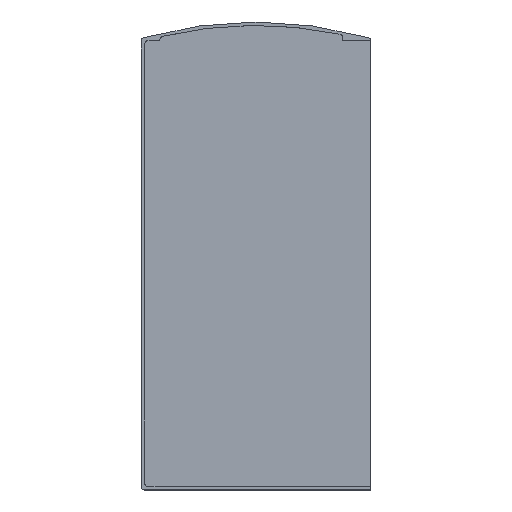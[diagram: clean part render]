
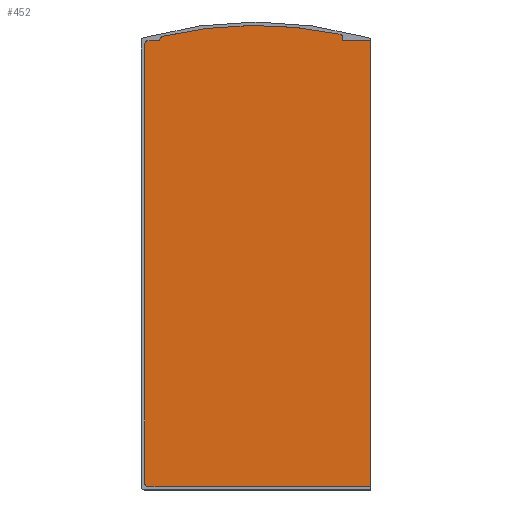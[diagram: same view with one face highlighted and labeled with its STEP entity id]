
A CAD part, top view. The second image highlights one B-rep face of the part: STEP entity #452.
In plain terms, the highlighted planar face has unit normal (0, 0, 1).
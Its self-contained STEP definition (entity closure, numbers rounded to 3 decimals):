
#5 = EDGE_CURVE ( 'NONE', #492, #633, #391, .T. ) ;
#13 = DIRECTION ( 'NONE',  ( 0., 0., -1. ) ) ;
#17 = CARTESIAN_POINT ( 'NONE',  ( 25.385, 131.5, 2. ) ) ;
#18 = AXIS2_PLACEMENT_3D ( 'NONE', #403, #636, #80 ) ;
#21 = DIRECTION ( 'NONE',  ( 0., 0., -1. ) ) ;
#32 = AXIS2_PLACEMENT_3D ( 'NONE', #157, #259, #377 ) ;
#60 = VECTOR ( 'NONE', #111, 1000. ) ;
#67 = ORIENTED_EDGE ( 'NONE', *, *, #511, .F. ) ;
#70 = VERTEX_POINT ( 'NONE', #187 ) ;
#79 = VERTEX_POINT ( 'NONE', #637 ) ;
#80 = DIRECTION ( 'NONE',  ( -1., 0., 0. ) ) ;
#91 = DIRECTION ( 'NONE',  ( 0., -1., 0. ) ) ;
#103 = CARTESIAN_POINT ( 'NONE',  ( -31.625, 1., 2. ) ) ;
#105 = EDGE_CURVE ( 'NONE', #205, #337, #129, .T. ) ;
#111 = DIRECTION ( 'NONE',  ( 0., 1., 0. ) ) ;
#112 = DIRECTION ( 'NONE',  ( 0., 0., -1. ) ) ;
#120 = PLANE ( 'NONE',  #373 ) ;
#126 = EDGE_CURVE ( 'NONE', #633, #191, #227, .T. ) ;
#128 = LINE ( 'NONE', #385, #297 ) ;
#129 = LINE ( 'NONE', #459, #470 ) ;
#139 = VECTOR ( 'NONE', #578, 1000. ) ;
#144 = LINE ( 'NONE', #588, #139 ) ;
#145 = DIRECTION ( 'NONE',  ( 0., 0., -1. ) ) ;
#147 = DIRECTION ( 'NONE',  ( -1., 0., 0. ) ) ;
#157 = CARTESIAN_POINT ( 'NONE',  ( -31.625, 130.5, 2. ) ) ;
#162 = CARTESIAN_POINT ( 'NONE',  ( 33.625, 131.44, 2. ) ) ;
#164 = CARTESIAN_POINT ( 'NONE',  ( -28.135, 131.5, 2. ) ) ;
#165 = VERTEX_POINT ( 'NONE', #546 ) ;
#168 = CIRCLE ( 'NONE', #579, 1. ) ;
#187 = CARTESIAN_POINT ( 'NONE',  ( 24.592, 133.431, 2. ) ) ;
#191 = VERTEX_POINT ( 'NONE', #162 ) ;
#204 = CARTESIAN_POINT ( 'NONE',  ( 33.623, 131.5, 2. ) ) ;
#205 = VERTEX_POINT ( 'NONE', #164 ) ;
#209 = CARTESIAN_POINT ( 'NONE',  ( 33.625, 1., 2. ) ) ;
#211 = EDGE_CURVE ( 'NONE', #507, #79, #488, .T. ) ;
#227 = CIRCLE ( 'NONE', #716, 1. ) ;
#231 = CARTESIAN_POINT ( 'NONE',  ( 24.385, 132.453, 2. ) ) ;
#232 = EDGE_CURVE ( 'NONE', #629, #70, #270, .T. ) ;
#239 = DIRECTION ( 'NONE',  ( -1., 0., 0. ) ) ;
#253 = EDGE_LOOP ( 'NONE', ( #503, #388, #615, #399, #528, #499, #519, #67, #569, #556, #346, #571, #295 ) ) ;
#259 = DIRECTION ( 'NONE',  ( 0., 0., -1. ) ) ;
#270 = CIRCLE ( 'NONE', #683, 119. ) ;
#277 = CARTESIAN_POINT ( 'NONE',  ( -32.625, 2., 2. ) ) ;
#278 = EDGE_CURVE ( 'NONE', #703, #639, #701, .T. ) ;
#288 = VECTOR ( 'NONE', #313, 1000. ) ;
#295 = ORIENTED_EDGE ( 'NONE', *, *, #485, .F. ) ;
#297 = VECTOR ( 'NONE', #612, 1000. ) ;
#306 = CARTESIAN_POINT ( 'NONE',  ( 0., 17., 2. ) ) ;
#311 = VECTOR ( 'NONE', #91, 1000. ) ;
#313 = DIRECTION ( 'NONE',  ( 1., 0., 0. ) ) ;
#314 = CARTESIAN_POINT ( 'NONE',  ( -31.625, 1., 2. ) ) ;
#328 = CARTESIAN_POINT ( 'NONE',  ( 25.385, 131.5, 2. ) ) ;
#337 = VERTEX_POINT ( 'NONE', #479 ) ;
#338 = CARTESIAN_POINT ( 'NONE',  ( -31.625, 131.5, 2. ) ) ;
#346 = ORIENTED_EDGE ( 'NONE', *, *, #411, .F. ) ;
#348 = CARTESIAN_POINT ( 'NONE',  ( 32.625, 131.44, 2. ) ) ;
#363 = EDGE_CURVE ( 'NONE', #165, #492, #374, .T. ) ;
#365 = CARTESIAN_POINT ( 'NONE',  ( -32.625, 2., 2. ) ) ;
#373 = AXIS2_PLACEMENT_3D ( 'NONE', #501, #13, #617 ) ;
#374 = LINE ( 'NONE', #658, #311 ) ;
#377 = DIRECTION ( 'NONE',  ( -1., 0., 0. ) ) ;
#385 = CARTESIAN_POINT ( 'NONE',  ( 33.625, 0., 2. ) ) ;
#388 = ORIENTED_EDGE ( 'NONE', *, *, #5, .F. ) ;
#391 = LINE ( 'NONE', #17, #644 ) ;
#399 = ORIENTED_EDGE ( 'NONE', *, *, #462, .F. ) ;
#403 = CARTESIAN_POINT ( 'NONE',  ( -27.135, 131.838, 2. ) ) ;
#406 = CIRCLE ( 'NONE', #32, 1. ) ;
#409 = VERTEX_POINT ( 'NONE', #338 ) ;
#411 = EDGE_CURVE ( 'NONE', #703, #507, #168, .T. ) ;
#442 = CIRCLE ( 'NONE', #672, 1. ) ;
#445 = DIRECTION ( 'NONE',  ( 0., 0., -1. ) ) ;
#452 = ADVANCED_FACE ( 'NONE', ( #623 ), #120, .F. ) ;
#459 = CARTESIAN_POINT ( 'NONE',  ( -28.135, 131.5, 2. ) ) ;
#462 = EDGE_CURVE ( 'NONE', #70, #165, #442, .T. ) ;
#470 = VECTOR ( 'NONE', #572, 1000. ) ;
#479 = CARTESIAN_POINT ( 'NONE',  ( -28.135, 131.838, 2. ) ) ;
#485 = EDGE_CURVE ( 'NONE', #191, #639, #128, .T. ) ;
#488 = LINE ( 'NONE', #277, #60 ) ;
#492 = VERTEX_POINT ( 'NONE', #328 ) ;
#499 = ORIENTED_EDGE ( 'NONE', *, *, #621, .F. ) ;
#501 = CARTESIAN_POINT ( 'NONE',  ( -27.135, 131.838, 2. ) ) ;
#503 = ORIENTED_EDGE ( 'NONE', *, *, #126, .F. ) ;
#507 = VERTEX_POINT ( 'NONE', #365 ) ;
#511 = EDGE_CURVE ( 'NONE', #409, #205, #144, .T. ) ;
#519 = ORIENTED_EDGE ( 'NONE', *, *, #105, .F. ) ;
#528 = ORIENTED_EDGE ( 'NONE', *, *, #232, .F. ) ;
#546 = CARTESIAN_POINT ( 'NONE',  ( 25.385, 132.453, 2. ) ) ;
#547 = CIRCLE ( 'NONE', #18, 1. ) ;
#556 = ORIENTED_EDGE ( 'NONE', *, *, #211, .F. ) ;
#558 = DIRECTION ( 'NONE',  ( -1., 0., 0. ) ) ;
#569 = ORIENTED_EDGE ( 'NONE', *, *, #715, .F. ) ;
#571 = ORIENTED_EDGE ( 'NONE', *, *, #278, .T. ) ;
#572 = DIRECTION ( 'NONE',  ( 0., 1., 0. ) ) ;
#578 = DIRECTION ( 'NONE',  ( 1., 0., 0. ) ) ;
#579 = AXIS2_PLACEMENT_3D ( 'NONE', #681, #112, #558 ) ;
#588 = CARTESIAN_POINT ( 'NONE',  ( -31.625, 131.5, 2. ) ) ;
#612 = DIRECTION ( 'NONE',  ( 0., -1., 0. ) ) ;
#615 = ORIENTED_EDGE ( 'NONE', *, *, #363, .F. ) ;
#617 = DIRECTION ( 'NONE',  ( -1., 0., 0. ) ) ;
#619 = DIRECTION ( 'NONE',  ( 1., 0., 0. ) ) ;
#621 = EDGE_CURVE ( 'NONE', #337, #629, #547, .T. ) ;
#623 = FACE_OUTER_BOUND ( 'NONE', #253, .T. ) ;
#629 = VERTEX_POINT ( 'NONE', #705 ) ;
#633 = VERTEX_POINT ( 'NONE', #204 ) ;
#636 = DIRECTION ( 'NONE',  ( 0., 0., -1. ) ) ;
#637 = CARTESIAN_POINT ( 'NONE',  ( -32.625, 130.5, 2. ) ) ;
#639 = VERTEX_POINT ( 'NONE', #209 ) ;
#644 = VECTOR ( 'NONE', #619, 1000. ) ;
#658 = CARTESIAN_POINT ( 'NONE',  ( 25.385, 132.453, 2. ) ) ;
#672 = AXIS2_PLACEMENT_3D ( 'NONE', #231, #445, #678 ) ;
#678 = DIRECTION ( 'NONE',  ( -1., 0., 0. ) ) ;
#681 = CARTESIAN_POINT ( 'NONE',  ( -31.625, 2., 2. ) ) ;
#683 = AXIS2_PLACEMENT_3D ( 'NONE', #306, #145, #147 ) ;
#701 = LINE ( 'NONE', #103, #288 ) ;
#703 = VERTEX_POINT ( 'NONE', #314 ) ;
#705 = CARTESIAN_POINT ( 'NONE',  ( -27.365, 132.811, 2. ) ) ;
#715 = EDGE_CURVE ( 'NONE', #79, #409, #406, .T. ) ;
#716 = AXIS2_PLACEMENT_3D ( 'NONE', #348, #21, #239 ) ;
